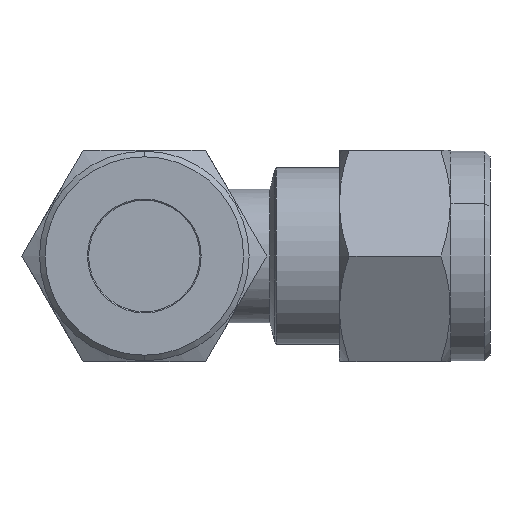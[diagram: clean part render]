
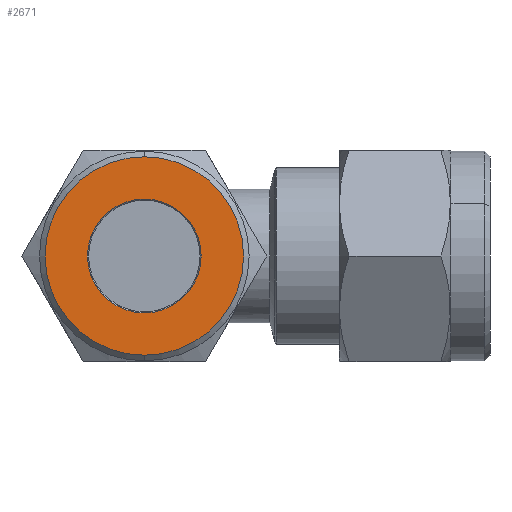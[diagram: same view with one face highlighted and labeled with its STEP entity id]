
A CAD part, left-side view. The second image highlights one B-rep face of the part: STEP entity #2671.
In plain terms, the highlighted planar face has unit normal (-1, 0, 0).
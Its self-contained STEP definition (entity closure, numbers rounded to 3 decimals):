
#48 = DIRECTION ( 'NONE',  ( 1., 0., 0. ) ) ;
#49 = DIRECTION ( 'NONE',  ( 0., 0., -1. ) ) ;
#299 = CARTESIAN_POINT ( 'NONE',  ( -31., 25.5, 0. ) ) ;
#300 = DIRECTION ( 'NONE',  ( -1., 0., 0. ) ) ;
#301 = DIRECTION ( 'NONE',  ( 0., 0., 1. ) ) ;
#304 = CARTESIAN_POINT ( 'NONE',  ( -31., 25.5, 0. ) ) ;
#439 = EDGE_LOOP ( 'NONE', ( #3324, #3325 ) ) ;
#562 = DIRECTION ( 'NONE',  ( -1., 0., 0. ) ) ;
#563 = CARTESIAN_POINT ( 'NONE',  ( -31., 34.9, 0. ) ) ;
#565 = PLANE ( 'NONE',  #726 ) ;
#567 = DIRECTION ( 'NONE',  ( 0., 0., 1. ) ) ;
#625 = AXIS2_PLACEMENT_3D ( 'NONE', #299, #300, #301 ) ;
#626 = AXIS2_PLACEMENT_3D ( 'NONE', #304, #48, #49 ) ;
#726 = AXIS2_PLACEMENT_3D ( 'NONE', #563, #562, #567 ) ;
#788 = AXIS2_PLACEMENT_3D ( 'NONE', #1363, #1364, #1365 ) ;
#996 = CIRCLE ( 'NONE', #1303, 8.9 ) ;
#1074 = EDGE_CURVE ( 'NONE', #1919, #1920, #996, .T. ) ;
#1234 = EDGE_CURVE ( 'NONE', #1920, #1919, #2434, .T. ) ;
#1235 = EDGE_CURVE ( 'NONE', #3119, #3122, #2427, .T. ) ;
#1303 = AXIS2_PLACEMENT_3D ( 'NONE', #2954, #2955, #2956 ) ;
#1363 = CARTESIAN_POINT ( 'NONE',  ( -31., 25.5, 0. ) ) ;
#1364 = DIRECTION ( 'NONE',  ( 1., 0., 0. ) ) ;
#1365 = DIRECTION ( 'NONE',  ( 0., 0., -1. ) ) ;
#1404 = CARTESIAN_POINT ( 'NONE',  ( -31., 25.5, -5.1 ) ) ;
#1407 = CARTESIAN_POINT ( 'NONE',  ( -31., 25.5, 5.1 ) ) ;
#1919 = VERTEX_POINT ( 'NONE', #3430 ) ;
#1920 = VERTEX_POINT ( 'NONE', #3431 ) ;
#2427 = CIRCLE ( 'NONE', #626, 5.1 ) ;
#2434 = CIRCLE ( 'NONE', #625, 8.9 ) ;
#2671 = ADVANCED_FACE ( 'NONE', ( #2736, #2738 ), #565, .T. ) ;
#2736 = FACE_OUTER_BOUND ( 'NONE', #3254, .T. ) ;
#2738 = FACE_BOUND ( 'NONE', #439, .T. ) ;
#2865 = CIRCLE ( 'NONE', #788, 5.1 ) ;
#2954 = CARTESIAN_POINT ( 'NONE',  ( -31., 25.5, 0. ) ) ;
#2955 = DIRECTION ( 'NONE',  ( -1., 0., 0. ) ) ;
#2956 = DIRECTION ( 'NONE',  ( 0., 0., 1. ) ) ;
#3091 = EDGE_CURVE ( 'NONE', #3122, #3119, #2865, .T. ) ;
#3119 = VERTEX_POINT ( 'NONE', #1404 ) ;
#3122 = VERTEX_POINT ( 'NONE', #1407 ) ;
#3254 = EDGE_LOOP ( 'NONE', ( #3322, #3323 ) ) ;
#3322 = ORIENTED_EDGE ( 'NONE', *, *, #1234, .T. ) ;
#3323 = ORIENTED_EDGE ( 'NONE', *, *, #1074, .T. ) ;
#3324 = ORIENTED_EDGE ( 'NONE', *, *, #3091, .T. ) ;
#3325 = ORIENTED_EDGE ( 'NONE', *, *, #1235, .T. ) ;
#3430 = CARTESIAN_POINT ( 'NONE',  ( -31., 25.5, 8.9 ) ) ;
#3431 = CARTESIAN_POINT ( 'NONE',  ( -31., 25.5, -8.9 ) ) ;
